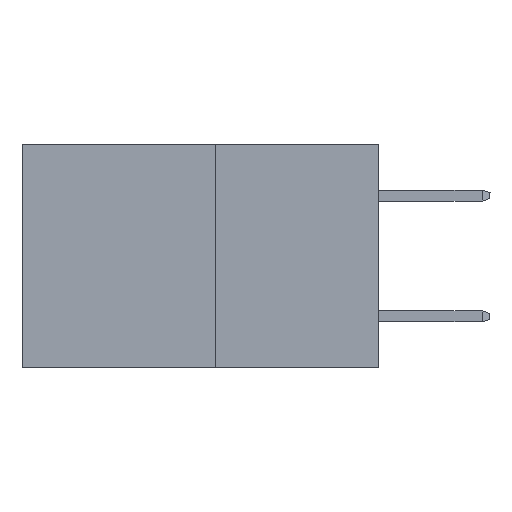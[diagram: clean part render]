
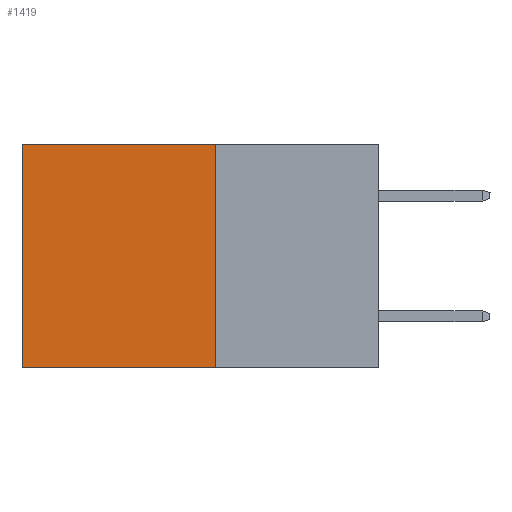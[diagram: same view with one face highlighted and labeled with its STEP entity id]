
A CAD part, left-side view. The second image highlights one B-rep face of the part: STEP entity #1419.
In plain terms, the highlighted planar face has unit normal (-1, 0, 0).
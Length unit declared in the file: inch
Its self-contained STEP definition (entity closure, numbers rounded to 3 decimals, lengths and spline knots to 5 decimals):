
#498 = DIRECTION ( 'NONE',  ( 0., 1., 0. ) ) ;
#527 = LINE ( 'NONE', #10387, #4646 ) ;
#619 = CARTESIAN_POINT ( 'NONE',  ( 0.277, 0.27, -0.37 ) ) ;
#836 = LINE ( 'NONE', #619, #5231 ) ;
#1256 = CARTESIAN_POINT ( 'NONE',  ( 0.277, 0.59, -0.37 ) ) ;
#1410 = DIRECTION ( 'NONE',  ( 0., 0., -1. ) ) ;
#1419 = ADVANCED_FACE ( 'NONE', ( #7823 ), #7879, .F. ) ;
#1431 = LINE ( 'NONE', #1256, #6116 ) ;
#1663 = CARTESIAN_POINT ( 'NONE',  ( 0.277, 0.27, -0.37 ) ) ;
#1799 = VERTEX_POINT ( 'NONE', #12013 ) ;
#2582 = CARTESIAN_POINT ( 'NONE',  ( 0.277, 0.27, -0.37 ) ) ;
#3088 = DIRECTION ( 'NONE',  ( 1., 0., 0. ) ) ;
#3187 = VERTEX_POINT ( 'NONE', #5426 ) ;
#3619 = VECTOR ( 'NONE', #498, 39.37008 ) ;
#3858 = DIRECTION ( 'NONE',  ( 0., 0., -1. ) ) ;
#4628 = ORIENTED_EDGE ( 'NONE', *, *, #5015, .T. ) ;
#4646 = VECTOR ( 'NONE', #1410, 39.37008 ) ;
#5015 = EDGE_CURVE ( 'NONE', #1799, #11568, #1431, .T. ) ;
#5231 = VECTOR ( 'NONE', #5253, 39.37008 ) ;
#5253 = DIRECTION ( 'NONE',  ( 0., 1., 0. ) ) ;
#5353 = CARTESIAN_POINT ( 'NONE',  ( 0.277, 0.27, 0. ) ) ;
#5426 = CARTESIAN_POINT ( 'NONE',  ( 0.277, 0.27, 0. ) ) ;
#5789 = EDGE_CURVE ( 'NONE', #11272, #11568, #836, .T. ) ;
#5841 = EDGE_CURVE ( 'NONE', #3187, #11272, #527, .T. ) ;
#6116 = VECTOR ( 'NONE', #3858, 39.37008 ) ;
#6530 = CARTESIAN_POINT ( 'NONE',  ( 0.277, 0.59, -0.37 ) ) ;
#7230 = AXIS2_PLACEMENT_3D ( 'NONE', #2582, #3088, #7724 ) ;
#7594 = EDGE_CURVE ( 'NONE', #3187, #1799, #8636, .T. ) ;
#7724 = DIRECTION ( 'NONE',  ( 0., 0., -1. ) ) ;
#7823 = FACE_OUTER_BOUND ( 'NONE', #8782, .T. ) ;
#7879 = PLANE ( 'NONE',  #7230 ) ;
#8636 = LINE ( 'NONE', #5353, #3619 ) ;
#8782 = EDGE_LOOP ( 'NONE', ( #4628, #11458, #11512, #10848 ) ) ;
#10387 = CARTESIAN_POINT ( 'NONE',  ( 0.277, 0.27, -0.37 ) ) ;
#10848 = ORIENTED_EDGE ( 'NONE', *, *, #7594, .T. ) ;
#11272 = VERTEX_POINT ( 'NONE', #1663 ) ;
#11458 = ORIENTED_EDGE ( 'NONE', *, *, #5789, .F. ) ;
#11512 = ORIENTED_EDGE ( 'NONE', *, *, #5841, .F. ) ;
#11568 = VERTEX_POINT ( 'NONE', #6530 ) ;
#12013 = CARTESIAN_POINT ( 'NONE',  ( 0.277, 0.59, 0. ) ) ;
